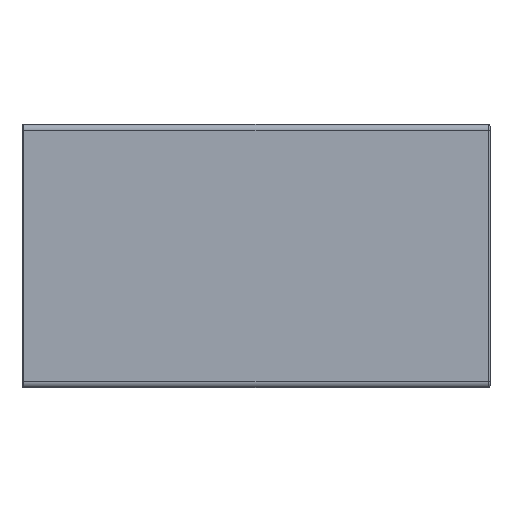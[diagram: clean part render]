
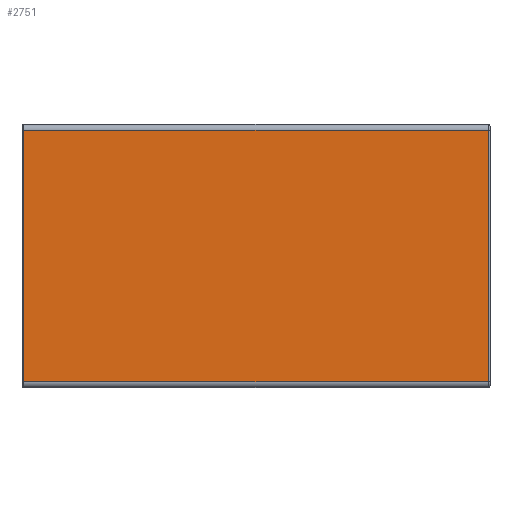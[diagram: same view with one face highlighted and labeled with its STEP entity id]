
A CAD part, front view. The second image highlights one B-rep face of the part: STEP entity #2751.
In plain terms, the highlighted planar face has unit normal (0, -1, 0).
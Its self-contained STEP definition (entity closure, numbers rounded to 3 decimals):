
#430=FACE_OUTER_BOUND('',#592,.T.);
#592=EDGE_LOOP('',(#2311,#2312,#2313,#2314));
#791=LINE('',#7601,#999);
#804=LINE('',#7632,#1012);
#805=LINE('',#7635,#1013);
#806=LINE('',#7636,#1014);
#999=VECTOR('',#3256,1000.);
#1012=VECTOR('',#3285,1000.);
#1013=VECTOR('',#3290,1000.);
#1014=VECTOR('',#3291,1000.);
#1239=VERTEX_POINT('',#7599);
#1240=VERTEX_POINT('',#7600);
#1249=VERTEX_POINT('',#7629);
#1250=VERTEX_POINT('',#7631);
#1593=EDGE_CURVE('',#1239,#1240,#791,.T.);
#1609=EDGE_CURVE('',#1250,#1249,#804,.T.);
#1611=EDGE_CURVE('',#1249,#1240,#805,.T.);
#1612=EDGE_CURVE('',#1239,#1250,#806,.T.);
#2311=ORIENTED_EDGE('',*,*,#1609,.T.);
#2312=ORIENTED_EDGE('',*,*,#1611,.T.);
#2313=ORIENTED_EDGE('',*,*,#1593,.F.);
#2314=ORIENTED_EDGE('',*,*,#1612,.T.);
#2464=PLANE('',#2879);
#2751=ADVANCED_FACE('',(#430),#2464,.T.);
#2879=AXIS2_PLACEMENT_3D('',#7634,#3288,#3289);
#3256=DIRECTION('',(1.,0.,0.));
#3285=DIRECTION('',(1.,0.,0.));
#3288=DIRECTION('center_axis',(0.,-1.,0.));
#3289=DIRECTION('ref_axis',(1.,0.,0.));
#3290=DIRECTION('',(0.,0.,1.));
#3291=DIRECTION('',(0.,0.,-1.));
#7599=CARTESIAN_POINT('',(-0.397,-0.8,0.42));
#7600=CARTESIAN_POINT('',(0.397,-0.8,0.42));
#7601=CARTESIAN_POINT('',(-0.941,-0.8,0.42));
#7629=CARTESIAN_POINT('',(0.397,-0.8,-0.01));
#7631=CARTESIAN_POINT('',(-0.397,-0.8,-0.01));
#7632=CARTESIAN_POINT('',(-0.941,-0.8,-0.01));
#7634=CARTESIAN_POINT('Origin',(-0.941,-0.8,-0.01));
#7635=CARTESIAN_POINT('',(0.397,-0.8,-0.01));
#7636=CARTESIAN_POINT('',(-0.397,-0.8,-0.01));
